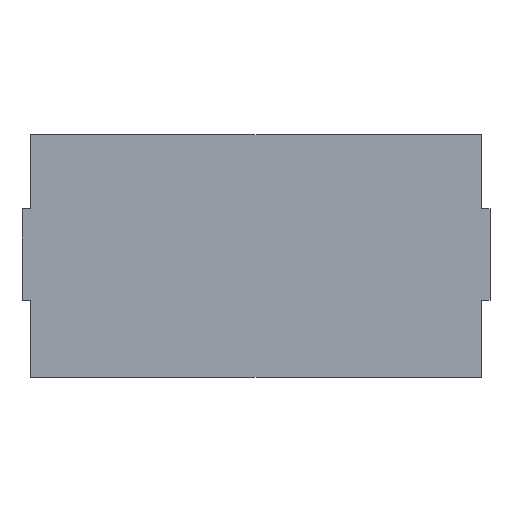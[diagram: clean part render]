
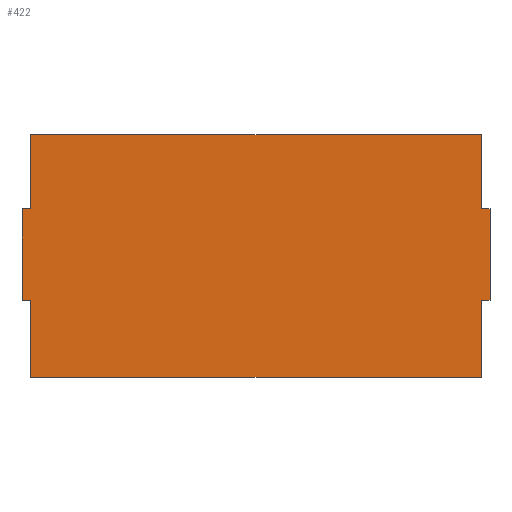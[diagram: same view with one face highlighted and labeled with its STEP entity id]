
A CAD part, top view. The second image highlights one B-rep face of the part: STEP entity #422.
In plain terms, the highlighted planar face has unit normal (0, 0, 1).
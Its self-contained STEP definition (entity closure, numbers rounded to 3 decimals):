
#36=CARTESIAN_POINT('Line Origine',(39.5,0.,3.)) ;
#40=CARTESIAN_POINT('Vertex',(0.,0.,3.)) ;
#42=CARTESIAN_POINT('Vertex',(79.,0.,3.)) ;
#76=CARTESIAN_POINT('Line Origine',(79.,-6.5,3.)) ;
#80=CARTESIAN_POINT('Vertex',(79.,-13.,3.)) ;
#107=CARTESIAN_POINT('Line Origine',(79.75,-13.,3.)) ;
#111=CARTESIAN_POINT('Vertex',(80.5,-13.,3.)) ;
#138=CARTESIAN_POINT('Line Origine',(80.5,-21.,3.)) ;
#142=CARTESIAN_POINT('Vertex',(80.5,-29.,3.)) ;
#169=CARTESIAN_POINT('Line Origine',(79.75,-29.,3.)) ;
#173=CARTESIAN_POINT('Vertex',(79.,-29.,3.)) ;
#195=CARTESIAN_POINT('Line Origine',(79.,-35.75,3.)) ;
#199=CARTESIAN_POINT('Vertex',(79.,-42.5,3.)) ;
#226=CARTESIAN_POINT('Line Origine',(39.5,-42.5,3.)) ;
#230=CARTESIAN_POINT('Vertex',(0.,-42.5,3.)) ;
#257=CARTESIAN_POINT('Line Origine',(0.,-35.75,3.)) ;
#261=CARTESIAN_POINT('Vertex',(0.,-29.,3.)) ;
#283=CARTESIAN_POINT('Line Origine',(-0.75,-29.,3.)) ;
#287=CARTESIAN_POINT('Vertex',(-1.5,-29.,3.)) ;
#314=CARTESIAN_POINT('Line Origine',(-1.5,-21.,3.)) ;
#318=CARTESIAN_POINT('Vertex',(-1.5,-13.,3.)) ;
#340=CARTESIAN_POINT('Line Origine',(-0.75,-13.,3.)) ;
#344=CARTESIAN_POINT('Vertex',(0.,-13.,3.)) ;
#366=CARTESIAN_POINT('Line Origine',(0.,-6.5,3.)) ;
#403=CARTESIAN_POINT('Axis2P3D Location',(0.,0.,3.)) ;
#38=VECTOR('Line Direction',#37,1.) ;
#78=VECTOR('Line Direction',#77,1.) ;
#109=VECTOR('Line Direction',#108,1.) ;
#140=VECTOR('Line Direction',#139,1.) ;
#171=VECTOR('Line Direction',#170,1.) ;
#197=VECTOR('Line Direction',#196,1.) ;
#228=VECTOR('Line Direction',#227,1.) ;
#259=VECTOR('Line Direction',#258,1.) ;
#285=VECTOR('Line Direction',#284,1.) ;
#316=VECTOR('Line Direction',#315,1.) ;
#342=VECTOR('Line Direction',#341,1.) ;
#368=VECTOR('Line Direction',#367,1.) ;
#37=DIRECTION('Vector Direction',(1.,0.,0.)) ;
#77=DIRECTION('Vector Direction',(0.,-1.,0.)) ;
#108=DIRECTION('Vector Direction',(-1.,0.,0.)) ;
#139=DIRECTION('Vector Direction',(0.,1.,0.)) ;
#170=DIRECTION('Vector Direction',(1.,0.,0.)) ;
#196=DIRECTION('Vector Direction',(0.,-1.,0.)) ;
#227=DIRECTION('Vector Direction',(-1.,0.,0.)) ;
#258=DIRECTION('Vector Direction',(0.,1.,0.)) ;
#284=DIRECTION('Vector Direction',(-1.,0.,0.)) ;
#315=DIRECTION('Vector Direction',(0.,1.,0.)) ;
#341=DIRECTION('Vector Direction',(1.,0.,0.)) ;
#367=DIRECTION('Vector Direction',(0.,1.,0.)) ;
#404=DIRECTION('Axis2P3D Direction',(0.,0.,-1.)) ;
#405=DIRECTION('Axis2P3D XDirection',(1.,0.,0.)) ;
#406=AXIS2_PLACEMENT_3D('Plane Axis2P3D',#403,#404,#405) ;
#39=LINE('Line',#36,#38) ;
#79=LINE('Line',#76,#78) ;
#110=LINE('Line',#107,#109) ;
#141=LINE('Line',#138,#140) ;
#172=LINE('Line',#169,#171) ;
#198=LINE('Line',#195,#197) ;
#229=LINE('Line',#226,#228) ;
#260=LINE('Line',#257,#259) ;
#286=LINE('Line',#283,#285) ;
#317=LINE('Line',#314,#316) ;
#343=LINE('Line',#340,#342) ;
#369=LINE('Line',#366,#368) ;
#407=PLANE('',#406) ;
#44=EDGE_CURVE('',#41,#43,#39,.T.) ;
#82=EDGE_CURVE('',#43,#81,#79,.T.) ;
#113=EDGE_CURVE('',#81,#112,#110,.F.) ;
#144=EDGE_CURVE('',#112,#143,#141,.F.) ;
#175=EDGE_CURVE('',#143,#174,#172,.F.) ;
#201=EDGE_CURVE('',#174,#200,#198,.T.) ;
#232=EDGE_CURVE('',#200,#231,#229,.T.) ;
#263=EDGE_CURVE('',#231,#262,#260,.T.) ;
#289=EDGE_CURVE('',#262,#288,#286,.T.) ;
#320=EDGE_CURVE('',#288,#319,#317,.T.) ;
#346=EDGE_CURVE('',#319,#345,#343,.T.) ;
#370=EDGE_CURVE('',#345,#41,#369,.T.) ;
#409=ORIENTED_EDGE('',*,*,#370,.F.) ;
#410=ORIENTED_EDGE('',*,*,#346,.F.) ;
#411=ORIENTED_EDGE('',*,*,#320,.F.) ;
#412=ORIENTED_EDGE('',*,*,#289,.F.) ;
#413=ORIENTED_EDGE('',*,*,#263,.F.) ;
#414=ORIENTED_EDGE('',*,*,#232,.F.) ;
#415=ORIENTED_EDGE('',*,*,#201,.F.) ;
#416=ORIENTED_EDGE('',*,*,#175,.F.) ;
#417=ORIENTED_EDGE('',*,*,#144,.F.) ;
#418=ORIENTED_EDGE('',*,*,#113,.F.) ;
#419=ORIENTED_EDGE('',*,*,#82,.F.) ;
#420=ORIENTED_EDGE('',*,*,#44,.F.) ;
#408=EDGE_LOOP('',(#409,#410,#411,#412,#413,#414,#415,#416,#417,#418,#419,#420)) ;
#41=VERTEX_POINT('',#40) ;
#43=VERTEX_POINT('',#42) ;
#81=VERTEX_POINT('',#80) ;
#112=VERTEX_POINT('',#111) ;
#143=VERTEX_POINT('',#142) ;
#174=VERTEX_POINT('',#173) ;
#200=VERTEX_POINT('',#199) ;
#231=VERTEX_POINT('',#230) ;
#262=VERTEX_POINT('',#261) ;
#288=VERTEX_POINT('',#287) ;
#319=VERTEX_POINT('',#318) ;
#345=VERTEX_POINT('',#344) ;
#422=ADVANCED_FACE('PartBody',(#421),#407,.F.) ;
#421=FACE_OUTER_BOUND('',#408,.T.) ;
